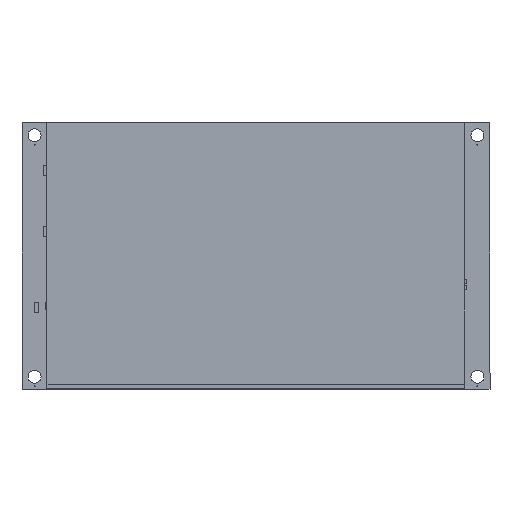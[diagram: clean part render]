
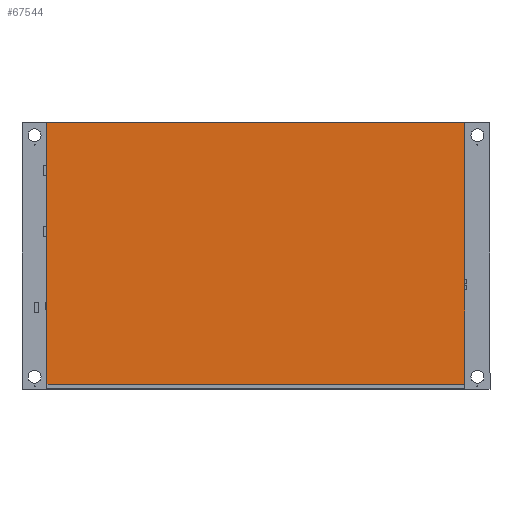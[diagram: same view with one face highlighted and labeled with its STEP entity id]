
A CAD part, top view. The second image highlights one B-rep face of the part: STEP entity #67544.
In plain terms, the highlighted planar face has unit normal (0, 0, 1).
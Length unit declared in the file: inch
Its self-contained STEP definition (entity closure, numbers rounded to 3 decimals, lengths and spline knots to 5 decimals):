
#1213 = VERTEX_POINT ( 'NONE', #23726 ) ;
#2149 = VECTOR ( 'NONE', #103709, 39.37008 ) ;
#12212 = CARTESIAN_POINT ( 'NONE',  ( 2.07638, 1.22598, 0.1622 ) ) ;
#12728 = ORIENTED_EDGE ( 'NONE', *, *, #108201, .T. ) ;
#22511 = VECTOR ( 'NONE', #120000, 39.37008 ) ;
#23726 = CARTESIAN_POINT ( 'NONE',  ( -2.07638, 1.22598, 0.1622 ) ) ;
#25079 = CARTESIAN_POINT ( 'NONE',  ( 0., 0., 0.1622 ) ) ;
#25893 = EDGE_CURVE ( 'NONE', #29960, #84328, #96808, .T. ) ;
#29960 = VERTEX_POINT ( 'NONE', #122981 ) ;
#36837 = CARTESIAN_POINT ( 'NONE',  ( -2.07638, 1.22598, 0.1622 ) ) ;
#36926 = LINE ( 'NONE', #12212, #2149 ) ;
#37370 = LINE ( 'NONE', #36837, #168210 ) ;
#38257 = DIRECTION ( 'NONE',  ( 1., 0., 0. ) ) ;
#41615 = ORIENTED_EDGE ( 'NONE', *, *, #153325, .T. ) ;
#43987 = FACE_OUTER_BOUND ( 'NONE', #54590, .T. ) ;
#51854 = CARTESIAN_POINT ( 'NONE',  ( 2.07638, -1.37205, 0.1622 ) ) ;
#52604 = EDGE_CURVE ( 'NONE', #1213, #29960, #61419, .T. ) ;
#54590 = EDGE_LOOP ( 'NONE', ( #167897, #116922, #41615, #12728 ) ) ;
#56832 = AXIS2_PLACEMENT_3D ( 'NONE', #25079, #116642, #38257 ) ;
#61419 = LINE ( 'NONE', #80449, #22511 ) ;
#64982 = VERTEX_POINT ( 'NONE', #89521 ) ;
#66639 = DIRECTION ( 'NONE',  ( 1., 0., 0. ) ) ;
#67544 = ADVANCED_FACE ( 'NONE', ( #43987 ), #116082, .T. ) ;
#80449 = CARTESIAN_POINT ( 'NONE',  ( -2.07638, 1.22598, 0.1622 ) ) ;
#84328 = VERTEX_POINT ( 'NONE', #51854 ) ;
#89521 = CARTESIAN_POINT ( 'NONE',  ( 2.07638, 1.22598, 0.1622 ) ) ;
#92324 = CARTESIAN_POINT ( 'NONE',  ( -2.07638, -1.37205, 0.1622 ) ) ;
#96808 = LINE ( 'NONE', #92324, #162184 ) ;
#103709 = DIRECTION ( 'NONE',  ( 0., 1., 0. ) ) ;
#108201 = EDGE_CURVE ( 'NONE', #64982, #1213, #37370, .T. ) ;
#116082 = PLANE ( 'NONE',  #56832 ) ;
#116642 = DIRECTION ( 'NONE',  ( 0., 0., 1. ) ) ;
#116922 = ORIENTED_EDGE ( 'NONE', *, *, #25893, .T. ) ;
#120000 = DIRECTION ( 'NONE',  ( 0., -1., 0. ) ) ;
#122981 = CARTESIAN_POINT ( 'NONE',  ( -2.07638, -1.37205, 0.1622 ) ) ;
#141478 = DIRECTION ( 'NONE',  ( -1., 0., 0. ) ) ;
#153325 = EDGE_CURVE ( 'NONE', #84328, #64982, #36926, .T. ) ;
#162184 = VECTOR ( 'NONE', #66639, 39.37008 ) ;
#167897 = ORIENTED_EDGE ( 'NONE', *, *, #52604, .T. ) ;
#168210 = VECTOR ( 'NONE', #141478, 39.37008 ) ;
